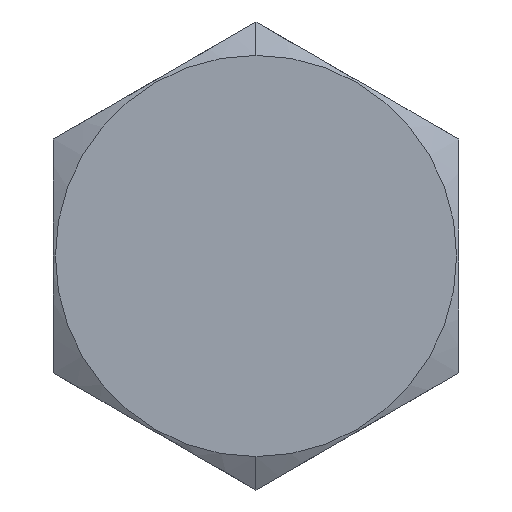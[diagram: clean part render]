
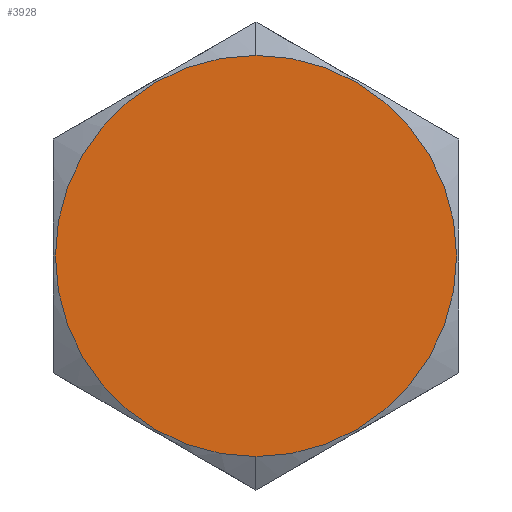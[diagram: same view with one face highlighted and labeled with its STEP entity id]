
A CAD part, left-side view. The second image highlights one B-rep face of the part: STEP entity #3928.
In plain terms, the highlighted planar face has unit normal (-1, 0, 0).
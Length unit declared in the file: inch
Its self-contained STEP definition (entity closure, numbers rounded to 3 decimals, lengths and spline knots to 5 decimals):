
#361 = VERTEX_POINT ( 'NONE', #6211 ) ;
#901 = CIRCLE ( 'NONE', #8342, 0.495 ) ;
#946 = AXIS2_PLACEMENT_3D ( 'NONE', #6196, #2292, #6880 ) ;
#1476 = DIRECTION ( 'NONE',  ( -1., 0., 0. ) ) ;
#1622 = PLANE ( 'NONE',  #946 ) ;
#1627 = FACE_OUTER_BOUND ( 'NONE', #6003, .T. ) ;
#1965 = DIRECTION ( 'NONE',  ( 0., 0., 1. ) ) ;
#2292 = DIRECTION ( 'NONE',  ( 1., 0., 0. ) ) ;
#3033 = EDGE_CURVE ( 'NONE', #361, #7714, #901, .T. ) ;
#3434 = CARTESIAN_POINT ( 'NONE',  ( -1.12, 0., 0. ) ) ;
#3665 = ORIENTED_EDGE ( 'NONE', *, *, #7162, .T. ) ;
#3928 = ADVANCED_FACE ( 'NONE', ( #1627 ), #1622, .F. ) ;
#4156 = DIRECTION ( 'NONE',  ( 0., 0., 1. ) ) ;
#4484 = CIRCLE ( 'NONE', #4649, 0.495 ) ;
#4649 = AXIS2_PLACEMENT_3D ( 'NONE', #6573, #7836, #1965 ) ;
#6003 = EDGE_LOOP ( 'NONE', ( #3665, #6374 ) ) ;
#6182 = CARTESIAN_POINT ( 'NONE',  ( -1.12, 0., -0.495 ) ) ;
#6196 = CARTESIAN_POINT ( 'NONE',  ( -1.12, 0.5, 0.28868 ) ) ;
#6211 = CARTESIAN_POINT ( 'NONE',  ( -1.12, 0., 0.495 ) ) ;
#6374 = ORIENTED_EDGE ( 'NONE', *, *, #3033, .T. ) ;
#6573 = CARTESIAN_POINT ( 'NONE',  ( -1.12, 0., 0. ) ) ;
#6880 = DIRECTION ( 'NONE',  ( 0., 0., -1. ) ) ;
#7162 = EDGE_CURVE ( 'NONE', #7714, #361, #4484, .T. ) ;
#7714 = VERTEX_POINT ( 'NONE', #6182 ) ;
#7836 = DIRECTION ( 'NONE',  ( -1., 0., 0. ) ) ;
#8342 = AXIS2_PLACEMENT_3D ( 'NONE', #3434, #1476, #4156 ) ;
